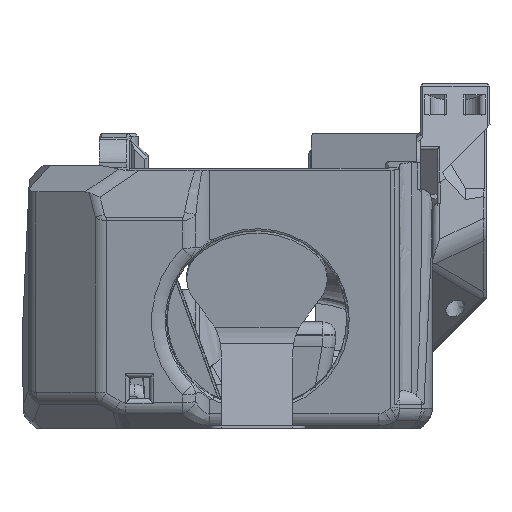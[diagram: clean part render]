
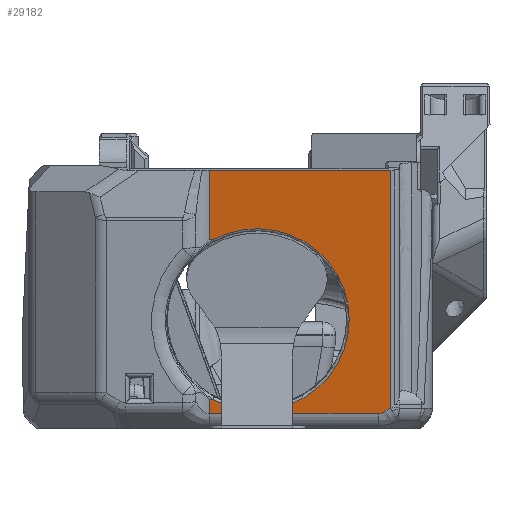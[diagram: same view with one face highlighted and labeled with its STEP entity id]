
A CAD part, left-side view. The second image highlights one B-rep face of the part: STEP entity #29182.
In plain terms, the highlighted planar face has unit normal (-0.985, 0, -0.174).
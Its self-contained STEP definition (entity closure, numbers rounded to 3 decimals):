
#945=CIRCLE('',#30794,14.4);
#1747=ELLIPSE('',#31410,3.203,2.);
#2716=LINE('',#47846,#5172);
#2734=LINE('',#47907,#5190);
#3056=LINE('',#49845,#5512);
#3057=LINE('',#49847,#5513);
#3058=LINE('',#49851,#5514);
#3059=LINE('',#49853,#5515);
#5172=VECTOR('',#35398,1000.);
#5190=VECTOR('',#35436,1000.);
#5512=VECTOR('',#36252,1000.);
#5513=VECTOR('',#36253,1000.);
#5514=VECTOR('',#36256,1000.);
#5515=VECTOR('',#36257,1000.);
#7214=PLANE('',#31409);
#11438=ORIENTED_EDGE('',*,*,#18646,.F.);
#11439=ORIENTED_EDGE('',*,*,#17664,.T.);
#11440=ORIENTED_EDGE('',*,*,#18789,.T.);
#11441=ORIENTED_EDGE('',*,*,#18790,.F.);
#11442=ORIENTED_EDGE('',*,*,#18791,.T.);
#11443=ORIENTED_EDGE('',*,*,#18792,.T.);
#11444=ORIENTED_EDGE('',*,*,#18793,.F.);
#11445=ORIENTED_EDGE('',*,*,#18794,.T.);
#11446=ORIENTED_EDGE('',*,*,#18250,.F.);
#11447=ORIENTED_EDGE('',*,*,#18275,.F.);
#17664=EDGE_CURVE('',#21827,#21826,#945,.T.);
#18250=EDGE_CURVE('',#22217,#22218,#2716,.T.);
#18275=EDGE_CURVE('',#22235,#22217,#2734,.T.);
#18646=EDGE_CURVE('',#21827,#22235,#24397,.F.);
#18789=EDGE_CURVE('',#21826,#22602,#24410,.T.);
#18790=EDGE_CURVE('',#22603,#22602,#3056,.T.);
#18791=EDGE_CURVE('',#22603,#22604,#3057,.T.);
#18792=EDGE_CURVE('',#22604,#22605,#1747,.T.);
#18793=EDGE_CURVE('',#22606,#22605,#3058,.T.);
#18794=EDGE_CURVE('',#22606,#22218,#3059,.T.);
#21826=VERTEX_POINT('',#45354);
#21827=VERTEX_POINT('',#45356);
#22217=VERTEX_POINT('',#47845);
#22218=VERTEX_POINT('',#47847);
#22235=VERTEX_POINT('',#47906);
#22602=VERTEX_POINT('',#49844);
#22603=VERTEX_POINT('',#49846);
#22604=VERTEX_POINT('',#49848);
#22605=VERTEX_POINT('',#49850);
#22606=VERTEX_POINT('',#49852);
#24397=B_SPLINE_CURVE_WITH_KNOTS('',3,(#49515,#49516,#49517,#49518),
 .UNSPECIFIED.,.F.,.F.,(4,4),(0.,0.382),.UNSPECIFIED.);
#24410=B_SPLINE_CURVE_WITH_KNOTS('',3,(#49840,#49841,#49842,#49843),
 .UNSPECIFIED.,.F.,.F.,(4,4),(0.618,1.),.UNSPECIFIED.);
#25533=EDGE_LOOP('',(#11438,#11439,#11440,#11441,#11442,#11443,#11444,#11445,
#11446,#11447));
#27357=FACE_BOUND('',#25533,.T.);
#29182=ADVANCED_FACE('',(#27357),#7214,.F.);
#30794=AXIS2_PLACEMENT_3D('',#45355,#34435,#34436);
#31409=AXIS2_PLACEMENT_3D('',#49839,#36250,#36251);
#31410=AXIS2_PLACEMENT_3D('',#49849,#36254,#36255);
#34435=DIRECTION('',(0.985,0.,0.174));
#34436=DIRECTION('',(0.174,0.,-0.985));
#35398=DIRECTION('',(0.,-1.,0.));
#35436=DIRECTION('',(-0.174,0.,0.985));
#36250=DIRECTION('',(0.985,0.,0.174));
#36251=DIRECTION('',(-0.174,0.,0.985));
#36252=DIRECTION('',(-0.174,0.,0.985));
#36253=DIRECTION('',(0.,-1.,0.));
#36254=DIRECTION('',(-0.985,0.,-0.174));
#36255=DIRECTION('',(-0.165,-0.304,0.938));
#36256=DIRECTION('',(0.097,0.829,-0.551));
#36257=DIRECTION('',(-0.174,0.,0.985));
#45354=CARTESIAN_POINT('',(-28.264,11.767,4.533));
#45355=CARTESIAN_POINT('',(-30.458,4.853,16.973));
#45356=CARTESIAN_POINT('',(-32.651,11.767,29.413));
#47845=CARTESIAN_POINT('',(-34.572,12.27,40.304));
#47846=CARTESIAN_POINT('',(-34.572,24.853,40.304));
#47847=CARTESIAN_POINT('',(-34.572,-16.002,40.304));
#47906=CARTESIAN_POINT('',(-32.66,12.27,29.463));
#47907=CARTESIAN_POINT('',(-31.185,12.27,21.099));
#49515=CARTESIAN_POINT('',(-32.66,12.27,29.463));
#49516=CARTESIAN_POINT('',(-32.657,12.102,29.442));
#49517=CARTESIAN_POINT('',(-32.654,11.935,29.425));
#49518=CARTESIAN_POINT('',(-32.651,11.767,29.413));
#49839=CARTESIAN_POINT('',(-31.185,24.853,21.099));
#49840=CARTESIAN_POINT('',(-28.264,11.767,4.533));
#49841=CARTESIAN_POINT('',(-28.262,11.935,4.52));
#49842=CARTESIAN_POINT('',(-28.259,12.102,4.503));
#49843=CARTESIAN_POINT('',(-28.255,12.27,4.482));
#49844=CARTESIAN_POINT('',(-28.255,12.27,4.482));
#49845=CARTESIAN_POINT('',(-31.185,12.27,21.099));
#49846=CARTESIAN_POINT('',(-27.864,12.27,2.262));
#49847=CARTESIAN_POINT('',(-27.864,-14.655,2.262));
#49848=CARTESIAN_POINT('',(-27.864,-14.07,2.262));
#49849=CARTESIAN_POINT('',(-28.404,-14.652,5.326));
#49850=CARTESIAN_POINT('',(-27.923,-15.07,2.597));
#49851=CARTESIAN_POINT('',(-27.821,-14.199,2.018));
#49852=CARTESIAN_POINT('',(-28.032,-16.002,3.216));
#49853=CARTESIAN_POINT('',(-7.663,-16.002,-112.301));
